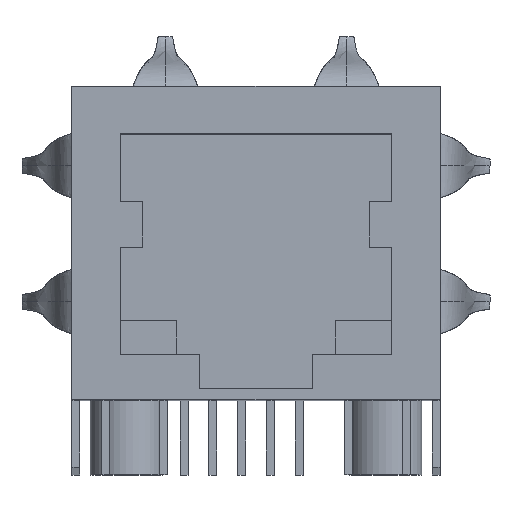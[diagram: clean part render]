
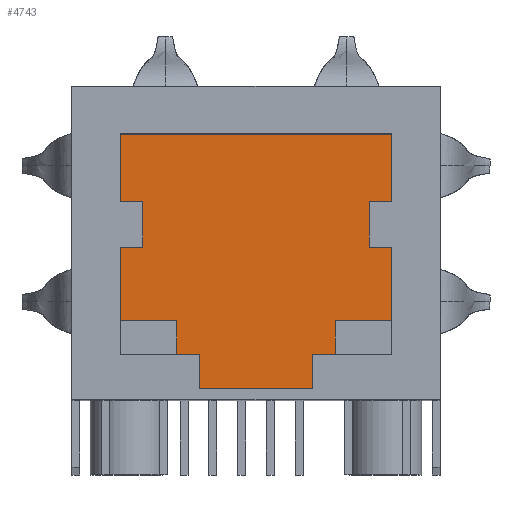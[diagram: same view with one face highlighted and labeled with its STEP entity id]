
A CAD part, top view. The second image highlights one B-rep face of the part: STEP entity #4743.
In plain terms, the highlighted planar face has unit normal (0, 0, 1).
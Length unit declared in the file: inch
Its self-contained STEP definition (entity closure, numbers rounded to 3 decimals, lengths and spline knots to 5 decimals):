
#159=FACE_OUTER_BOUND('',#419,.T.);
#419=EDGE_LOOP('',(#2991,#2992,#2993,#2994,#2995,#2996,#2997,#2998,#2999,
#3000,#3001,#3002,#3003,#3004,#3005,#3006,#3007,#3008,#3009,#3010));
#718=LINE('',#6325,#1305);
#719=LINE('',#6327,#1306);
#720=LINE('',#6329,#1307);
#721=LINE('',#6331,#1308);
#722=LINE('',#6333,#1309);
#723=LINE('',#6335,#1310);
#724=LINE('',#6337,#1311);
#725=LINE('',#6339,#1312);
#726=LINE('',#6341,#1313);
#727=LINE('',#6343,#1314);
#728=LINE('',#6345,#1315);
#729=LINE('',#6347,#1316);
#730=LINE('',#6349,#1317);
#731=LINE('',#6351,#1318);
#732=LINE('',#6353,#1319);
#733=LINE('',#6355,#1320);
#734=LINE('',#6357,#1321);
#735=LINE('',#6359,#1322);
#736=LINE('',#6361,#1323);
#737=LINE('',#6362,#1324);
#1305=VECTOR('',#5261,39.37008);
#1306=VECTOR('',#5262,39.37008);
#1307=VECTOR('',#5263,39.37008);
#1308=VECTOR('',#5264,39.37008);
#1309=VECTOR('',#5265,39.37008);
#1310=VECTOR('',#5266,39.37008);
#1311=VECTOR('',#5267,39.37008);
#1312=VECTOR('',#5268,39.37008);
#1313=VECTOR('',#5269,39.37008);
#1314=VECTOR('',#5270,39.37008);
#1315=VECTOR('',#5271,39.37008);
#1316=VECTOR('',#5272,39.37008);
#1317=VECTOR('',#5273,39.37008);
#1318=VECTOR('',#5274,39.37008);
#1319=VECTOR('',#5275,39.37008);
#1320=VECTOR('',#5276,39.37008);
#1321=VECTOR('',#5277,39.37008);
#1322=VECTOR('',#5278,39.37008);
#1323=VECTOR('',#5279,39.37008);
#1324=VECTOR('',#5280,39.37008);
#1892=VERTEX_POINT('',#6323);
#1893=VERTEX_POINT('',#6324);
#1894=VERTEX_POINT('',#6326);
#1895=VERTEX_POINT('',#6328);
#1896=VERTEX_POINT('',#6330);
#1897=VERTEX_POINT('',#6332);
#1898=VERTEX_POINT('',#6334);
#1899=VERTEX_POINT('',#6336);
#1900=VERTEX_POINT('',#6338);
#1901=VERTEX_POINT('',#6340);
#1902=VERTEX_POINT('',#6342);
#1903=VERTEX_POINT('',#6344);
#1904=VERTEX_POINT('',#6346);
#1905=VERTEX_POINT('',#6348);
#1906=VERTEX_POINT('',#6350);
#1907=VERTEX_POINT('',#6352);
#1908=VERTEX_POINT('',#6354);
#1909=VERTEX_POINT('',#6356);
#1910=VERTEX_POINT('',#6358);
#1911=VERTEX_POINT('',#6360);
#2332=EDGE_CURVE('',#1892,#1893,#718,.T.);
#2333=EDGE_CURVE('',#1894,#1892,#719,.T.);
#2334=EDGE_CURVE('',#1895,#1894,#720,.T.);
#2335=EDGE_CURVE('',#1896,#1895,#721,.T.);
#2336=EDGE_CURVE('',#1897,#1896,#722,.T.);
#2337=EDGE_CURVE('',#1898,#1897,#723,.T.);
#2338=EDGE_CURVE('',#1899,#1898,#724,.T.);
#2339=EDGE_CURVE('',#1900,#1899,#725,.T.);
#2340=EDGE_CURVE('',#1901,#1900,#726,.T.);
#2341=EDGE_CURVE('',#1902,#1901,#727,.T.);
#2342=EDGE_CURVE('',#1903,#1902,#728,.T.);
#2343=EDGE_CURVE('',#1904,#1903,#729,.T.);
#2344=EDGE_CURVE('',#1905,#1904,#730,.T.);
#2345=EDGE_CURVE('',#1906,#1905,#731,.T.);
#2346=EDGE_CURVE('',#1907,#1906,#732,.T.);
#2347=EDGE_CURVE('',#1908,#1907,#733,.T.);
#2348=EDGE_CURVE('',#1909,#1908,#734,.T.);
#2349=EDGE_CURVE('',#1910,#1909,#735,.T.);
#2350=EDGE_CURVE('',#1911,#1910,#736,.T.);
#2351=EDGE_CURVE('',#1893,#1911,#737,.T.);
#2991=ORIENTED_EDGE('',*,*,#2332,.F.);
#2992=ORIENTED_EDGE('',*,*,#2333,.F.);
#2993=ORIENTED_EDGE('',*,*,#2334,.F.);
#2994=ORIENTED_EDGE('',*,*,#2335,.F.);
#2995=ORIENTED_EDGE('',*,*,#2336,.F.);
#2996=ORIENTED_EDGE('',*,*,#2337,.F.);
#2997=ORIENTED_EDGE('',*,*,#2338,.F.);
#2998=ORIENTED_EDGE('',*,*,#2339,.F.);
#2999=ORIENTED_EDGE('',*,*,#2340,.F.);
#3000=ORIENTED_EDGE('',*,*,#2341,.F.);
#3001=ORIENTED_EDGE('',*,*,#2342,.F.);
#3002=ORIENTED_EDGE('',*,*,#2343,.F.);
#3003=ORIENTED_EDGE('',*,*,#2344,.F.);
#3004=ORIENTED_EDGE('',*,*,#2345,.F.);
#3005=ORIENTED_EDGE('',*,*,#2346,.F.);
#3006=ORIENTED_EDGE('',*,*,#2347,.F.);
#3007=ORIENTED_EDGE('',*,*,#2348,.F.);
#3008=ORIENTED_EDGE('',*,*,#2349,.F.);
#3009=ORIENTED_EDGE('',*,*,#2350,.F.);
#3010=ORIENTED_EDGE('',*,*,#2351,.F.);
#4309=PLANE('',#5018);
#4743=ADVANCED_FACE('',(#159),#4309,.F.);
#5018=AXIS2_PLACEMENT_3D('',#6322,#5259,#5260);
#5259=DIRECTION('center_axis',(0.,0.,-1.));
#5260=DIRECTION('ref_axis',(-1.,0.,0.));
#5261=DIRECTION('',(-1.,0.,0.));
#5262=DIRECTION('',(0.,-1.,0.));
#5263=DIRECTION('',(1.,0.,0.));
#5264=DIRECTION('',(0.,-1.,0.));
#5265=DIRECTION('',(-1.,0.,0.));
#5266=DIRECTION('',(0.,-1.,0.));
#5267=DIRECTION('',(1.,0.,0.));
#5268=DIRECTION('',(0.,1.,0.));
#5269=DIRECTION('',(-1.,0.,0.));
#5270=DIRECTION('',(0.,1.,0.));
#5271=DIRECTION('',(1.,0.,0.));
#5272=DIRECTION('',(0.,1.,0.));
#5273=DIRECTION('',(-1.,0.,0.));
#5274=DIRECTION('',(0.,1.,0.));
#5275=DIRECTION('',(-1.,0.,0.));
#5276=DIRECTION('',(0.,1.,0.));
#5277=DIRECTION('',(-1.,0.,0.));
#5278=DIRECTION('',(0.,-1.,0.));
#5279=DIRECTION('',(-1.,0.,0.));
#5280=DIRECTION('',(0.,-1.,0.));
#6322=CARTESIAN_POINT('Origin',(0.,0.,-0.14469));
#6323=CARTESIAN_POINT('',(0.23622,-0.13465,-0.14469));
#6324=CARTESIAN_POINT('',(0.1378,-0.13465,-0.14469));
#6325=CARTESIAN_POINT('',(0.23622,-0.13465,-0.14469));
#6326=CARTESIAN_POINT('',(0.23622,-0.00709,-0.14469));
#6327=CARTESIAN_POINT('',(0.23622,-0.1937,-0.14469));
#6328=CARTESIAN_POINT('',(0.19685,-0.00709,-0.14469));
#6329=CARTESIAN_POINT('',(0.23622,-0.00709,-0.14469));
#6330=CARTESIAN_POINT('',(0.19685,0.07165,-0.14469));
#6331=CARTESIAN_POINT('',(0.19685,-0.00709,-0.14469));
#6332=CARTESIAN_POINT('',(0.23622,0.07165,-0.14469));
#6333=CARTESIAN_POINT('',(0.19685,0.07165,-0.14469));
#6334=CARTESIAN_POINT('',(0.23622,0.18976,-0.14469));
#6335=CARTESIAN_POINT('',(0.23622,0.07165,-0.14469));
#6336=CARTESIAN_POINT('',(-0.23622,0.18976,-0.14469));
#6337=CARTESIAN_POINT('',(-0.23622,0.18976,-0.14469));
#6338=CARTESIAN_POINT('',(-0.23622,0.07165,-0.14469));
#6339=CARTESIAN_POINT('',(-0.23622,0.07165,-0.14469));
#6340=CARTESIAN_POINT('',(-0.19685,0.07165,-0.14469));
#6341=CARTESIAN_POINT('',(-0.19685,0.07165,-0.14469));
#6342=CARTESIAN_POINT('',(-0.19685,-0.00709,-0.14469));
#6343=CARTESIAN_POINT('',(-0.19685,-0.00709,-0.14469));
#6344=CARTESIAN_POINT('',(-0.23622,-0.00709,-0.14469));
#6345=CARTESIAN_POINT('',(-0.23622,-0.00709,-0.14469));
#6346=CARTESIAN_POINT('',(-0.23622,-0.13465,-0.14469));
#6347=CARTESIAN_POINT('',(-0.23622,-0.1937,-0.14469));
#6348=CARTESIAN_POINT('',(-0.1378,-0.13465,-0.14469));
#6349=CARTESIAN_POINT('',(-0.23622,-0.13465,-0.14469));
#6350=CARTESIAN_POINT('',(-0.1378,-0.1937,-0.14469));
#6351=CARTESIAN_POINT('',(-0.1378,-0.13465,-0.14469));
#6352=CARTESIAN_POINT('',(-0.09843,-0.1937,-0.14469));
#6353=CARTESIAN_POINT('',(-0.09843,-0.1937,-0.14469));
#6354=CARTESIAN_POINT('',(-0.09843,-0.25276,-0.14469));
#6355=CARTESIAN_POINT('',(-0.09843,-0.25276,-0.14469));
#6356=CARTESIAN_POINT('',(0.09843,-0.25276,-0.14469));
#6357=CARTESIAN_POINT('',(-0.09843,-0.25276,-0.14469));
#6358=CARTESIAN_POINT('',(0.09843,-0.1937,-0.14469));
#6359=CARTESIAN_POINT('',(0.09843,-0.25276,-0.14469));
#6360=CARTESIAN_POINT('',(0.1378,-0.1937,-0.14469));
#6361=CARTESIAN_POINT('',(0.09843,-0.1937,-0.14469));
#6362=CARTESIAN_POINT('',(0.1378,-0.13465,-0.14469));
